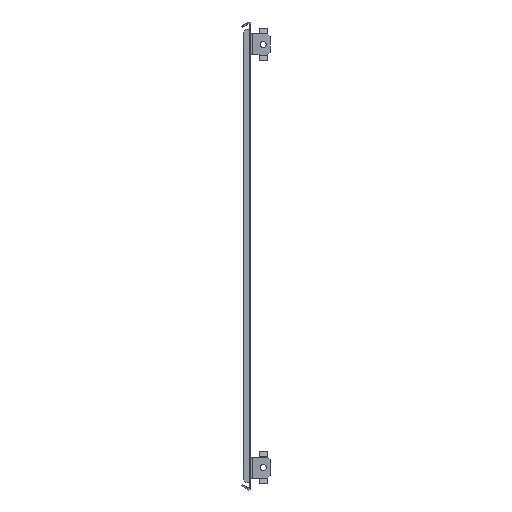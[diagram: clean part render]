
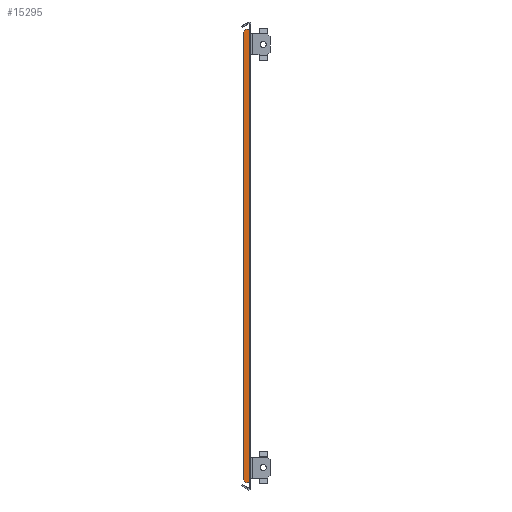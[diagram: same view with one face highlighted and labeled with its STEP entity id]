
A CAD part, front view. The second image highlights one B-rep face of the part: STEP entity #15295.
In plain terms, the highlighted planar face has unit normal (0, -1, 0).
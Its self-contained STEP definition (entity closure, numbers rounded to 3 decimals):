
#746 = CARTESIAN_POINT ( 'NONE',  ( -8., -253., 0. ) ) ;
#1157 = VECTOR ( 'NONE', #11352, 1000. ) ;
#1397 = AXIS2_PLACEMENT_3D ( 'NONE', #21409, #26299, #11678 ) ;
#1434 = CARTESIAN_POINT ( 'NONE',  ( -122.948, -253., -122.948 ) ) ;
#1476 = ORIENTED_EDGE ( 'NONE', *, *, #32105, .T. ) ;
#1511 = VECTOR ( 'NONE', #28170, 1000. ) ;
#1758 = PLANE ( 'NONE',  #1397 ) ;
#1882 = EDGE_CURVE ( 'NONE', #30672, #27854, #24116, .T. ) ;
#2223 = ORIENTED_EDGE ( 'NONE', *, *, #18541, .T. ) ;
#2657 = LINE ( 'NONE', #20500, #17119 ) ;
#2669 = CARTESIAN_POINT ( 'NONE',  ( -2.5, -253., 240.897 ) ) ;
#2925 = VECTOR ( 'NONE', #4889, 1000. ) ;
#3335 = VECTOR ( 'NONE', #14053, 1000. ) ;
#4889 = DIRECTION ( 'NONE',  ( 1., 0., 0. ) ) ;
#5291 = CARTESIAN_POINT ( 'NONE',  ( -122.948, -253., 122.948 ) ) ;
#6019 = ORIENTED_EDGE ( 'NONE', *, *, #17781, .T. ) ;
#6589 = EDGE_CURVE ( 'NONE', #16296, #27226, #30439, .T. ) ;
#7635 = VECTOR ( 'NONE', #10601, 1000. ) ;
#7666 = CARTESIAN_POINT ( 'NONE',  ( -5., -253., -240.897 ) ) ;
#7797 = CARTESIAN_POINT ( 'NONE',  ( -2.5, -253., -240.897 ) ) ;
#7864 = VERTEX_POINT ( 'NONE', #25588 ) ;
#8203 = EDGE_CURVE ( 'NONE', #21240, #27854, #2657, .T. ) ;
#9236 = VECTOR ( 'NONE', #28038, 1000. ) ;
#9960 = CARTESIAN_POINT ( 'NONE',  ( 0., -253., 240.897 ) ) ;
#10601 = DIRECTION ( 'NONE',  ( 1., 0., 0. ) ) ;
#11352 = DIRECTION ( 'NONE',  ( 0.707, 0., -0.707 ) ) ;
#11678 = DIRECTION ( 'NONE',  ( 0., 0., 1. ) ) ;
#13001 = EDGE_CURVE ( 'NONE', #7864, #13493, #13464, .T. ) ;
#13464 = LINE ( 'NONE', #1434, #1157 ) ;
#13493 = VERTEX_POINT ( 'NONE', #7666 ) ;
#13592 = LINE ( 'NONE', #746, #9236 ) ;
#13762 = CARTESIAN_POINT ( 'NONE',  ( 0., -253., 240.897 ) ) ;
#14053 = DIRECTION ( 'NONE',  ( 1., 0., 0. ) ) ;
#14977 = CARTESIAN_POINT ( 'NONE',  ( -5., -253., 240.897 ) ) ;
#14989 = CARTESIAN_POINT ( 'NONE',  ( 0., -253., -240.897 ) ) ;
#15295 = ADVANCED_FACE ( 'NONE', ( #31165 ), #1758, .F. ) ;
#16296 = VERTEX_POINT ( 'NONE', #14977 ) ;
#17119 = VECTOR ( 'NONE', #23269, 1000. ) ;
#17220 = LINE ( 'NONE', #7797, #2925 ) ;
#17781 = EDGE_CURVE ( 'NONE', #28672, #21240, #17220, .T. ) ;
#18541 = EDGE_CURVE ( 'NONE', #13493, #28672, #20031, .T. ) ;
#18765 = CARTESIAN_POINT ( 'NONE',  ( 0., -253., 240.897 ) ) ;
#18894 = CARTESIAN_POINT ( 'NONE',  ( 0., -253., -240.897 ) ) ;
#19660 = ORIENTED_EDGE ( 'NONE', *, *, #13001, .T. ) ;
#19758 = ORIENTED_EDGE ( 'NONE', *, *, #6589, .T. ) ;
#20024 = LINE ( 'NONE', #9960, #26838 ) ;
#20031 = LINE ( 'NONE', #14989, #7635 ) ;
#20271 = ORIENTED_EDGE ( 'NONE', *, *, #25683, .T. ) ;
#20500 = CARTESIAN_POINT ( 'NONE',  ( 0., -253., 0. ) ) ;
#21168 = CARTESIAN_POINT ( 'NONE',  ( -2.5, -253., -240.897 ) ) ;
#21240 = VERTEX_POINT ( 'NONE', #18894 ) ;
#21409 = CARTESIAN_POINT ( 'NONE',  ( 0., -253., 0. ) ) ;
#23269 = DIRECTION ( 'NONE',  ( 0., 0., 1. ) ) ;
#24116 = LINE ( 'NONE', #18765, #3335 ) ;
#25047 = DIRECTION ( 'NONE',  ( -1., 0., 0. ) ) ;
#25588 = CARTESIAN_POINT ( 'NONE',  ( -8., -253., -237.897 ) ) ;
#25683 = EDGE_CURVE ( 'NONE', #30672, #16296, #20024, .T. ) ;
#26276 = ORIENTED_EDGE ( 'NONE', *, *, #1882, .F. ) ;
#26299 = DIRECTION ( 'NONE',  ( 0., 1., 0. ) ) ;
#26523 = ORIENTED_EDGE ( 'NONE', *, *, #8203, .T. ) ;
#26838 = VECTOR ( 'NONE', #25047, 1000. ) ;
#27067 = CARTESIAN_POINT ( 'NONE',  ( -8., -253., 237.897 ) ) ;
#27226 = VERTEX_POINT ( 'NONE', #27067 ) ;
#27854 = VERTEX_POINT ( 'NONE', #13762 ) ;
#28038 = DIRECTION ( 'NONE',  ( 0., 0., -1. ) ) ;
#28170 = DIRECTION ( 'NONE',  ( -0.707, 0., -0.707 ) ) ;
#28672 = VERTEX_POINT ( 'NONE', #21168 ) ;
#30439 = LINE ( 'NONE', #5291, #1511 ) ;
#30672 = VERTEX_POINT ( 'NONE', #2669 ) ;
#31165 = FACE_OUTER_BOUND ( 'NONE', #31896, .T. ) ;
#31896 = EDGE_LOOP ( 'NONE', ( #2223, #6019, #26523, #26276, #20271, #19758, #1476, #19660 ) ) ;
#32105 = EDGE_CURVE ( 'NONE', #27226, #7864, #13592, .T. ) ;
